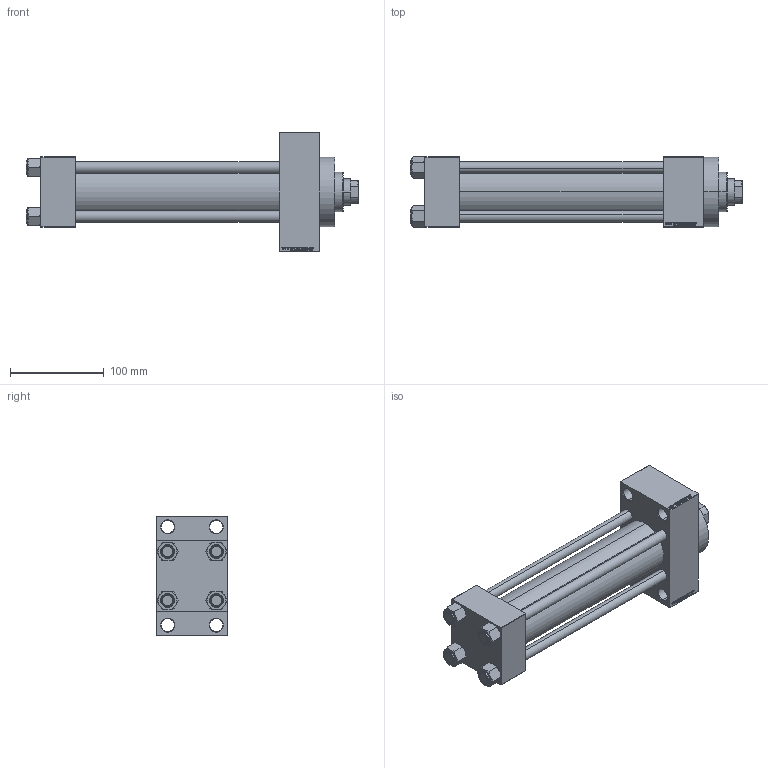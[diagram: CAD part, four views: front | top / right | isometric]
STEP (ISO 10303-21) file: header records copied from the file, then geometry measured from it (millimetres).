
FILE_DESCRIPTION (( 'STEP AP203' ), '1' );
FILE_NAME ('1ac2.STEP', '2023-08-23T10:03:43', ( '' ), ( '' ), 'SwSTEP 2.0', 'SolidWorks 2019', '' );
FILE_SCHEMA (( 'CONFIG_CONTROL_DESIGN' ));
Length unit declared in the file: millimetre
Products named in the file (6): NUT_M5_D 7ab2a3bcd13d7747b14ce3c3e4e188d2; V215_VC_A 7ab2a3bcd13d7747b14ce3c3e4e188d2; V215CR_D_Body 7ab2a3bcd13d7747b14ce3c3e4e188d2; 1ac2; V215CR_VCP_D 7ab2a3bcd13d7747b14ce3c3e4e188d2; V215CR_D_TYCINKA 7ab2a3bcd13d7747b14ce3c3e4e188d2
Assembly tree (11 placements, depth 2):
  1ac2
    V215CR_D_Body 7ab2a3bcd13d7747b14ce3c3e4e188d2
    V215CR_VCP_D 7ab2a3bcd13d7747b14ce3c3e4e188d2
    NUT_M5_D 7ab2a3bcd13d7747b14ce3c3e4e188d2  x4
    V215CR_D_TYCINKA 7ab2a3bcd13d7747b14ce3c3e4e188d2  x4
    V215_VC_A 7ab2a3bcd13d7747b14ce3c3e4e188d2
Bounding box: 355 x 75.54 x 128 mm (x, y, z)
Volume: 1066055.7 mm3; surface area: 260351.6 mm2
Topology: 11 solids, 11 shells, 1104 faces, 2752 edges, 1781 vertices
Faces by surface type: plane 497, bspline 368, cone 142, cylinder 89, torus 8
Entity records: 47236 total; most frequent: CARTESIAN_POINT 25076, ORIENTED_EDGE 4996, DIRECTION 3198, EDGE_CURVE 2498, VERTEX_POINT 1637, VECTOR 1504, LINE 1504, EDGE_LOOP 1115
